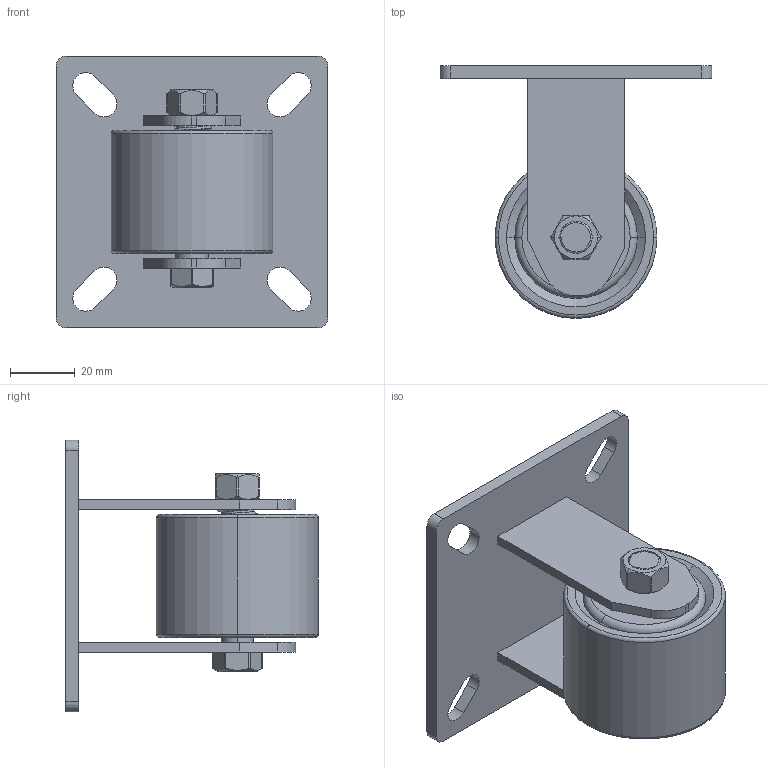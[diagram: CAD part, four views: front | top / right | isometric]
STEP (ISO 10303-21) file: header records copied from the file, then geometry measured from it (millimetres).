
FILE_DESCRIPTION((''),'2;1');
FILE_NAME('2CUN-JWB-DX_ASM','2021-03-27T',('Administrator'),(''),'PRO/ENGINEER BY PARAMETRIC TECHNOLOGY CORPORATION, 2013240','PRO/ENGINEER BY PARAMETRIC TECHNOLOGY CORPORATION, 2013240','');
FILE_SCHEMA(('CONFIG_CONTROL_DESIGN'));
Length unit declared in the file: millimetre
Products named in the file (6): 2DIAN5-ZTBAN-DX; LUODING-61; LUNZI--50X38; LUOMAO-15; DIBAN-84X84X4-DX; 2CUN-JWB-DX_ASM
Assembly tree (5 placements, depth 2):
  2CUN-JWB-DX_ASM
    2DIAN5-ZTBAN-DX
    LUODING-61
    LUNZI--50X38
    LUOMAO-15
    DIBAN-84X84X4-DX
Bounding box: 84 x 78 x 84 mm (x, y, z)
Volume: 114271.4 mm3; surface area: 38952.2 mm2
Topology: 6 solids, 6 shells, 166 faces, 439 edges, 288 vertices
Faces by surface type: cylinder 82, plane 53, bspline 16, torus 9, cone 6
Entity records: 9256 total; most frequent: CARTESIAN_POINT 5219, ORIENTED_EDGE 878, DIRECTION 711, EDGE_CURVE 439, VERTEX_POINT 288, AXIS2_PLACEMENT_3D 258, VECTOR 195, LINE 195
